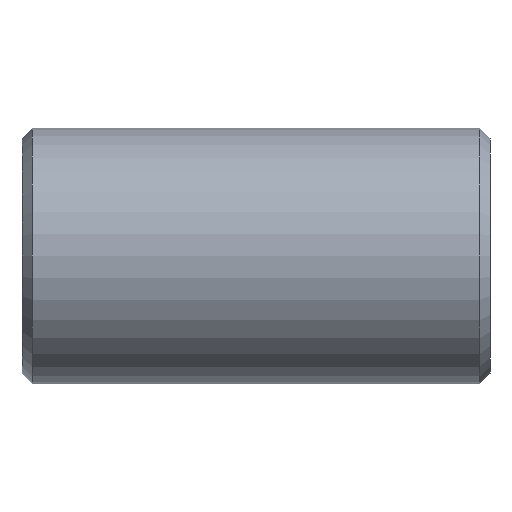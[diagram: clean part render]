
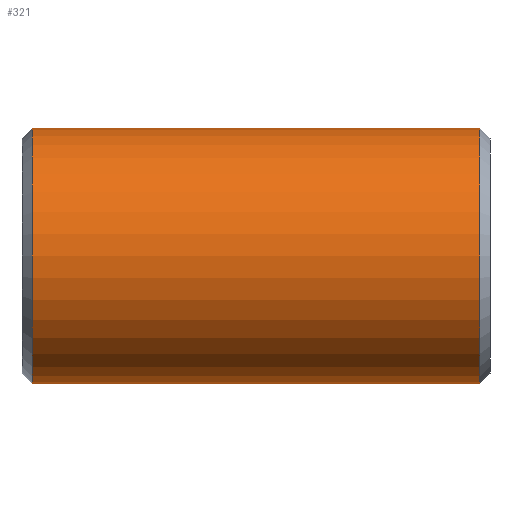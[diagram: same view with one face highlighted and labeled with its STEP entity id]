
A CAD part, front view. The second image highlights one B-rep face of the part: STEP entity #321.
In plain terms, the highlighted cylindrical face has radius 57.15 mm (diameter 114.3 mm), a partial arc.
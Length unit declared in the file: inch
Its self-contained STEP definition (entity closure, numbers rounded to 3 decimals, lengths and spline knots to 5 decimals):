
#67 = LINE ( 'NONE', #325, #442 ) ;
#68 = DIRECTION ( 'NONE',  ( -1., 0., 0. ) ) ;
#72 = DIRECTION ( 'NONE',  ( 0., 0., 1. ) ) ;
#89 = CARTESIAN_POINT ( 'NONE',  ( 3.943, 0., 0. ) ) ;
#95 = VERTEX_POINT ( 'NONE', #689 ) ;
#112 = CARTESIAN_POINT ( 'NONE',  ( 4.12, 0., -2.25 ) ) ;
#116 = ORIENTED_EDGE ( 'NONE', *, *, #706, .T. ) ;
#174 = DIRECTION ( 'NONE',  ( -1., 0., 0. ) ) ;
#223 = CARTESIAN_POINT ( 'NONE',  ( -3.943, 0., 0. ) ) ;
#268 = CIRCLE ( 'NONE', #552, 2.25 ) ;
#299 = AXIS2_PLACEMENT_3D ( 'NONE', #223, #610, #409 ) ;
#321 = ADVANCED_FACE ( 'NONE', ( #464 ), #710, .T. ) ;
#325 = CARTESIAN_POINT ( 'NONE',  ( 4.12, 0., 2.25 ) ) ;
#354 = DIRECTION ( 'NONE',  ( 0., 0., -1. ) ) ;
#409 = DIRECTION ( 'NONE',  ( 0., 0., 1. ) ) ;
#442 = VECTOR ( 'NONE', #522, 39.37008 ) ;
#464 = FACE_OUTER_BOUND ( 'NONE', #517, .T. ) ;
#471 = VECTOR ( 'NONE', #174, 39.37008 ) ;
#475 = CARTESIAN_POINT ( 'NONE',  ( 3.943, 0., 2.25 ) ) ;
#487 = EDGE_CURVE ( 'NONE', #673, #95, #540, .T. ) ;
#517 = EDGE_LOOP ( 'NONE', ( #553, #558, #804, #116 ) ) ;
#522 = DIRECTION ( 'NONE',  ( -1., 0., 0. ) ) ;
#540 = LINE ( 'NONE', #112, #471 ) ;
#552 = AXIS2_PLACEMENT_3D ( 'NONE', #89, #666, #354 ) ;
#553 = ORIENTED_EDGE ( 'NONE', *, *, #487, .F. ) ;
#558 = ORIENTED_EDGE ( 'NONE', *, *, #632, .T. ) ;
#590 = EDGE_CURVE ( 'NONE', #697, #665, #67, .T. ) ;
#610 = DIRECTION ( 'NONE',  ( 1., 0., 0. ) ) ;
#632 = EDGE_CURVE ( 'NONE', #673, #697, #268, .T. ) ;
#641 = AXIS2_PLACEMENT_3D ( 'NONE', #646, #68, #72 ) ;
#646 = CARTESIAN_POINT ( 'NONE',  ( 4.12, 0., 0. ) ) ;
#665 = VERTEX_POINT ( 'NONE', #733 ) ;
#666 = DIRECTION ( 'NONE',  ( -1., 0., 0. ) ) ;
#673 = VERTEX_POINT ( 'NONE', #786 ) ;
#689 = CARTESIAN_POINT ( 'NONE',  ( -3.943, 0., -2.25 ) ) ;
#697 = VERTEX_POINT ( 'NONE', #475 ) ;
#706 = EDGE_CURVE ( 'NONE', #665, #95, #736, .T. ) ;
#710 = CYLINDRICAL_SURFACE ( 'NONE', #641, 2.25 ) ;
#733 = CARTESIAN_POINT ( 'NONE',  ( -3.943, 0., 2.25 ) ) ;
#736 = CIRCLE ( 'NONE', #299, 2.25 ) ;
#786 = CARTESIAN_POINT ( 'NONE',  ( 3.943, 0., -2.25 ) ) ;
#804 = ORIENTED_EDGE ( 'NONE', *, *, #590, .T. ) ;
